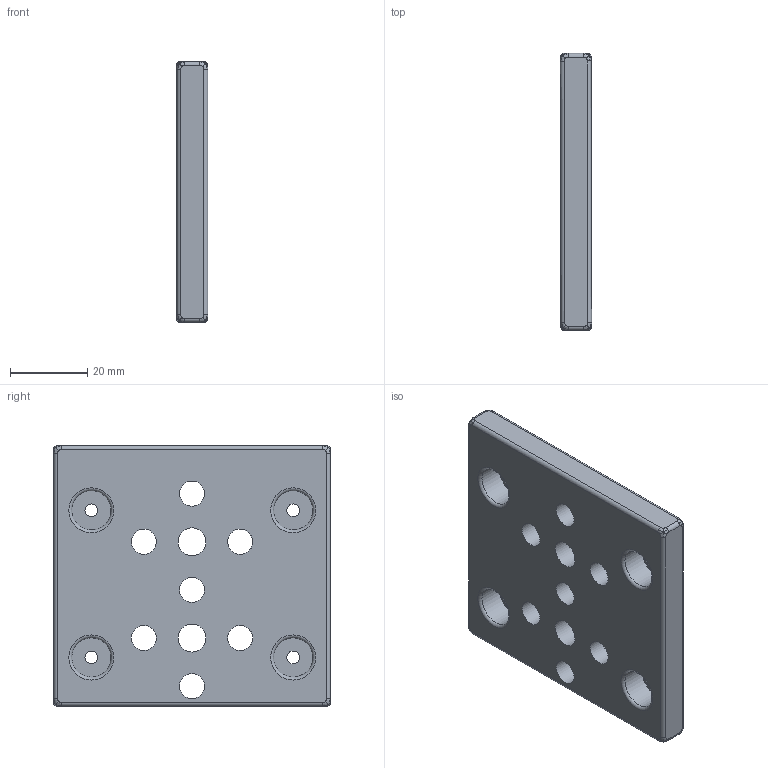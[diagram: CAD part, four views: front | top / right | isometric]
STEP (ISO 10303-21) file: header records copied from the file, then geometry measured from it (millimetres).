
FILE_DESCRIPTION(/* description */ (''),/* implementation_level */ '2;1');
FILE_NAME(/* name */ 'Adapter Concept #2 (AP90 M &PartM0093).step',/* time_stamp */ '2024-06-17T18:03:35-04:00',/* author */ (''),/* organization */ (''),/* preprocessor_version */ 'ST-DEVELOPER v20',/* originating_system */ 'Autodesk Translation Framework v12.20.1.177',/* authorisation */ '');
FILE_SCHEMA (('AUTOMOTIVE_DESIGN { 1 0 10303 214 3 1 1 }'));
Length unit declared in the file: millimetre
Products named in the file (2): #4715; Component4
Assembly tree (1 placements, depth 2):
  #4715
    Component4
Bounding box: 8.15 x 71.89 x 67.71 mm (x, y, z)
Volume: 33946.4 mm3; surface area: 13415.9 mm2
Topology: 1 solids, 1 shells, 91 faces, 231 edges, 146 vertices
Faces by surface type: bspline 57, cylinder 20, plane 10, torus 4
Full cylindrical faces by diameter (mm): 3.3 x4, 10.2 x4
Entity records: 4713 total; most frequent: CARTESIAN_POINT 2545, ORIENTED_EDGE 462, DIRECTION 401, EDGE_CURVE 231, AXIS2_PLACEMENT_3D 180, VERTEX_POINT 146, CIRCLE 124, EDGE_LOOP 121
